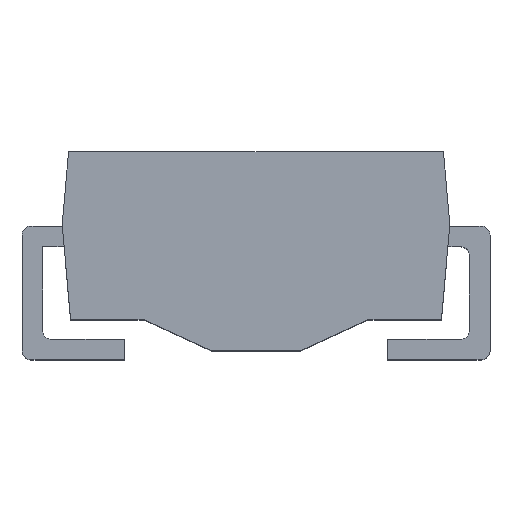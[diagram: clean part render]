
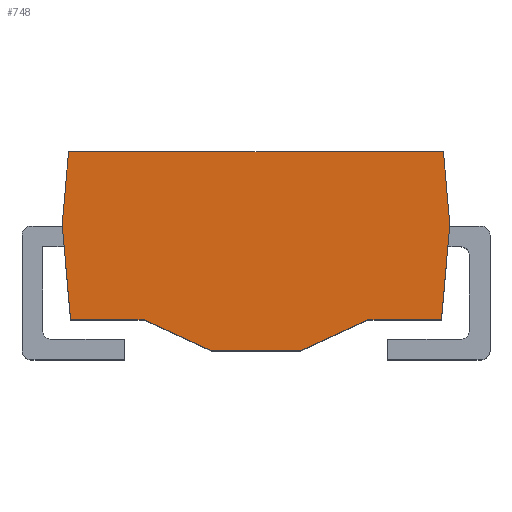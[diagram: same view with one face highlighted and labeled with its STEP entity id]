
A CAD part, top view. The second image highlights one B-rep face of the part: STEP entity #748.
In plain terms, the highlighted planar face has unit normal (0, 0, 1).
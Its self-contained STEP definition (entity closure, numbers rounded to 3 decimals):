
#113=DIRECTION('',(-0.087,0.996,0.));
#114=VECTOR('',#113,0.811);
#115=CARTESIAN_POINT('',(2.158,0.198,1.303));
#116=LINE('',#115,#114);
#117=DIRECTION('',(0.087,0.996,0.));
#118=VECTOR('',#117,1.067);
#119=CARTESIAN_POINT('',(2.065,-0.865,1.303));
#120=LINE('',#119,#118);
#121=DIRECTION('',(1.,0.,0.));
#122=VECTOR('',#121,0.818);
#123=CARTESIAN_POINT('',(1.246,-0.865,1.303));
#124=LINE('',#123,#122);
#125=DIRECTION('',(0.908,0.42,0.));
#126=VECTOR('',#125,0.822);
#127=CARTESIAN_POINT('',(0.5,-1.21,1.303));
#128=LINE('',#127,#126);
#129=DIRECTION('',(1.,0.,0.));
#130=VECTOR('',#129,1.);
#131=CARTESIAN_POINT('',(-0.5,-1.21,1.303));
#132=LINE('',#131,#130);
#133=DIRECTION('',(0.908,-0.42,0.));
#134=VECTOR('',#133,0.822);
#135=CARTESIAN_POINT('',(-1.246,-0.865,1.303));
#136=LINE('',#135,#134);
#137=DIRECTION('',(1.,0.,0.));
#138=VECTOR('',#137,0.818);
#139=CARTESIAN_POINT('',(-2.065,-0.865,1.303));
#140=LINE('',#139,#138);
#141=DIRECTION('',(0.087,-0.996,0.));
#142=VECTOR('',#141,1.067);
#143=CARTESIAN_POINT('',(-2.158,0.198,1.303));
#144=LINE('',#143,#142);
#145=DIRECTION('',(-0.087,-0.996,0.));
#146=VECTOR('',#145,0.811);
#147=CARTESIAN_POINT('',(-2.087,1.005,1.303));
#148=LINE('',#147,#146);
#149=DIRECTION('',(-1.,0.,0.));
#150=VECTOR('',#149,4.174);
#151=CARTESIAN_POINT('',(2.087,1.005,1.303));
#152=LINE('',#151,#150);
#523=CARTESIAN_POINT('',(2.158,0.198,1.303));
#524=CARTESIAN_POINT('',(2.087,1.005,1.303));
#525=VERTEX_POINT('',#523);
#526=VERTEX_POINT('',#524);
#527=CARTESIAN_POINT('',(-2.087,1.005,1.303));
#528=VERTEX_POINT('',#527);
#529=CARTESIAN_POINT('',(-2.158,0.198,1.303));
#530=VERTEX_POINT('',#529);
#531=CARTESIAN_POINT('',(-2.065,-0.865,1.303));
#532=VERTEX_POINT('',#531);
#533=CARTESIAN_POINT('',(-1.246,-0.865,1.303));
#534=VERTEX_POINT('',#533);
#535=CARTESIAN_POINT('',(-0.5,-1.21,1.303));
#536=VERTEX_POINT('',#535);
#537=CARTESIAN_POINT('',(0.5,-1.21,1.303));
#538=VERTEX_POINT('',#537);
#539=CARTESIAN_POINT('',(1.246,-0.865,1.303));
#540=VERTEX_POINT('',#539);
#541=CARTESIAN_POINT('',(2.065,-0.865,1.303));
#542=VERTEX_POINT('',#541);
#731=CARTESIAN_POINT('',(0.,0.,1.303));
#732=DIRECTION('',(0.,0.,1.));
#733=DIRECTION('',(1.,0.,0.));
#734=AXIS2_PLACEMENT_3D('',#731,#732,#733);
#735=PLANE('',#734);
#736=ORIENTED_EDGE('',*,*,#579,.F.);
#737=ORIENTED_EDGE('',*,*,#594,.F.);
#738=ORIENTED_EDGE('',*,*,#618,.F.);
#739=ORIENTED_EDGE('',*,*,#632,.F.);
#740=ORIENTED_EDGE('',*,*,#646,.F.);
#741=ORIENTED_EDGE('',*,*,#660,.F.);
#742=ORIENTED_EDGE('',*,*,#674,.F.);
#743=ORIENTED_EDGE('',*,*,#688,.F.);
#744=ORIENTED_EDGE('',*,*,#712,.F.);
#745=ORIENTED_EDGE('',*,*,#725,.F.);
#746=EDGE_LOOP('',(#736,#737,#738,#739,#740,#741,#742,#743,#744,#745));
#747=FACE_OUTER_BOUND('',#746,.F.);
#579=EDGE_CURVE('',#525,#526,#116,.T.);
#594=EDGE_CURVE('',#542,#525,#120,.T.);
#618=EDGE_CURVE('',#540,#542,#124,.T.);
#632=EDGE_CURVE('',#538,#540,#128,.T.);
#646=EDGE_CURVE('',#536,#538,#132,.T.);
#660=EDGE_CURVE('',#534,#536,#136,.T.);
#674=EDGE_CURVE('',#532,#534,#140,.T.);
#688=EDGE_CURVE('',#530,#532,#144,.T.);
#712=EDGE_CURVE('',#528,#530,#148,.T.);
#725=EDGE_CURVE('',#526,#528,#152,.T.);
#748=ADVANCED_FACE('',(#747),#735,.T.);
